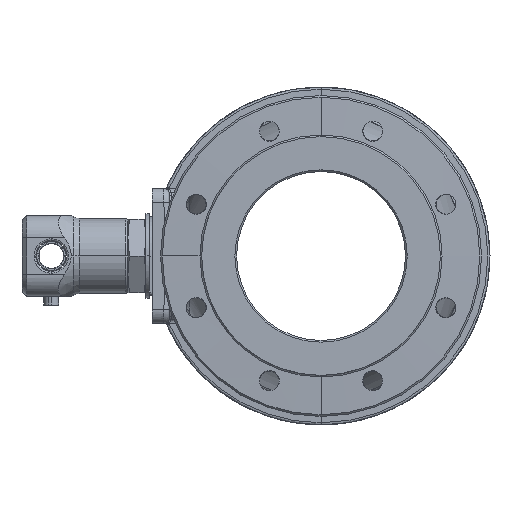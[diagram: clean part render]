
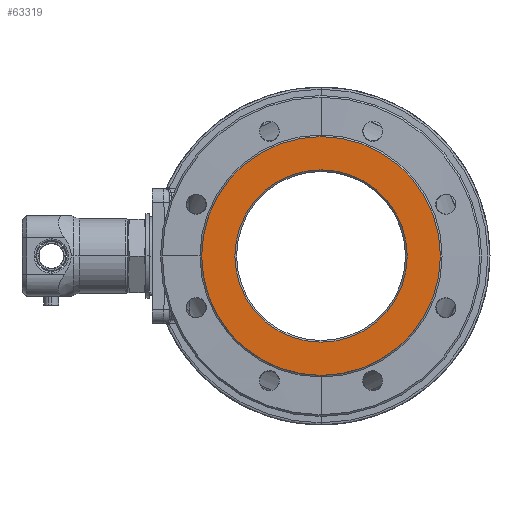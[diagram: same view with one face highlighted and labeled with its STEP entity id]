
A CAD part, left-side view. The second image highlights one B-rep face of the part: STEP entity #63319.
In plain terms, the highlighted planar face has unit normal (-1, 0, 0).
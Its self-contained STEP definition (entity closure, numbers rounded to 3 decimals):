
#16343 = CARTESIAN_POINT ( 'NONE',  ( -105., 0., 106. ) ) ;
#16344 = DIRECTION ( 'NONE',  ( 0., 0., 1. ) ) ;
#16345 = DIRECTION ( 'NONE',  ( 1., 0., 0. ) ) ;
#16346 = CARTESIAN_POINT ( 'NONE',  ( -105., 0., 0. ) ) ;
#16347 = AXIS2_PLACEMENT_3D ( 'NONE', #16346, #16345, #16344 ) ;
#16348 = CIRCLE ( 'NONE', #16347, 106. ) ;
#16458 = CIRCLE ( 'NONE', #16522, 106. ) ;
#16465 = CARTESIAN_POINT ( 'NONE',  ( -105., 0., -76.5 ) ) ;
#16466 = CARTESIAN_POINT ( 'NONE',  ( -105., 0., 76.5 ) ) ;
#16467 = DIRECTION ( 'NONE',  ( 0., 0., 1. ) ) ;
#16468 = DIRECTION ( 'NONE',  ( -1., 0., 0. ) ) ;
#16469 = CARTESIAN_POINT ( 'NONE',  ( -105., 0., 0. ) ) ;
#16470 = AXIS2_PLACEMENT_3D ( 'NONE', #16469, #16468, #16467 ) ;
#16471 = CIRCLE ( 'NONE', #16470, 76.5 ) ;
#16472 = DIRECTION ( 'NONE',  ( 0., 0., -1. ) ) ;
#16473 = DIRECTION ( 'NONE',  ( 1., 0., 0. ) ) ;
#16474 = CARTESIAN_POINT ( 'NONE',  ( -105., -107.272, 107.272 ) ) ;
#16475 = AXIS2_PLACEMENT_3D ( 'NONE', #16474, #16473, #16472 ) ;
#16477 = PLANE ( 'NONE',  #16475 ) ;
#16478 = FACE_OUTER_BOUND ( 'NONE', #63420, .T. ) ;
#16479 = FACE_BOUND ( 'NONE', #63322, .T. ) ;
#16495 = CARTESIAN_POINT ( 'NONE',  ( -105., 0., -106. ) ) ;
#16519 = DIRECTION ( 'NONE',  ( 0., 0., 1. ) ) ;
#16520 = DIRECTION ( 'NONE',  ( 1., 0., 0. ) ) ;
#16521 = CARTESIAN_POINT ( 'NONE',  ( -105., 0., 0. ) ) ;
#16522 = AXIS2_PLACEMENT_3D ( 'NONE', #16521, #16520, #16519 ) ;
#16567 = DIRECTION ( 'NONE',  ( 0., 0., 1. ) ) ;
#16568 = DIRECTION ( 'NONE',  ( -1., 0., 0. ) ) ;
#16569 = CARTESIAN_POINT ( 'NONE',  ( -105., 0., 0. ) ) ;
#16570 = AXIS2_PLACEMENT_3D ( 'NONE', #16569, #16568, #16567 ) ;
#16571 = CIRCLE ( 'NONE', #16570, 76.5 ) ;
#63230 = EDGE_CURVE ( 'NONE', #63361, #63232, #16348, .T. ) ;
#63232 = VERTEX_POINT ( 'NONE', #16343 ) ;
#63319 = ADVANCED_FACE ( 'NONE', ( #16479, #16478 ), #16477, .F. ) ;
#63322 = EDGE_LOOP ( 'NONE', ( #63323, #63416 ) ) ;
#63323 = ORIENTED_EDGE ( 'NONE', *, *, #63325, .F. ) ;
#63325 = EDGE_CURVE ( 'NONE', #63327, #63328, #16471, .T. ) ;
#63327 = VERTEX_POINT ( 'NONE', #16466 ) ;
#63328 = VERTEX_POINT ( 'NONE', #16465 ) ;
#63343 = EDGE_CURVE ( 'NONE', #63232, #63361, #16458, .T. ) ;
#63361 = VERTEX_POINT ( 'NONE', #16495 ) ;
#63416 = ORIENTED_EDGE ( 'NONE', *, *, #63417, .F. ) ;
#63417 = EDGE_CURVE ( 'NONE', #63328, #63327, #16571, .T. ) ;
#63420 = EDGE_LOOP ( 'NONE', ( #63421, #63423 ) ) ;
#63421 = ORIENTED_EDGE ( 'NONE', *, *, #63230, .F. ) ;
#63423 = ORIENTED_EDGE ( 'NONE', *, *, #63343, .F. ) ;
